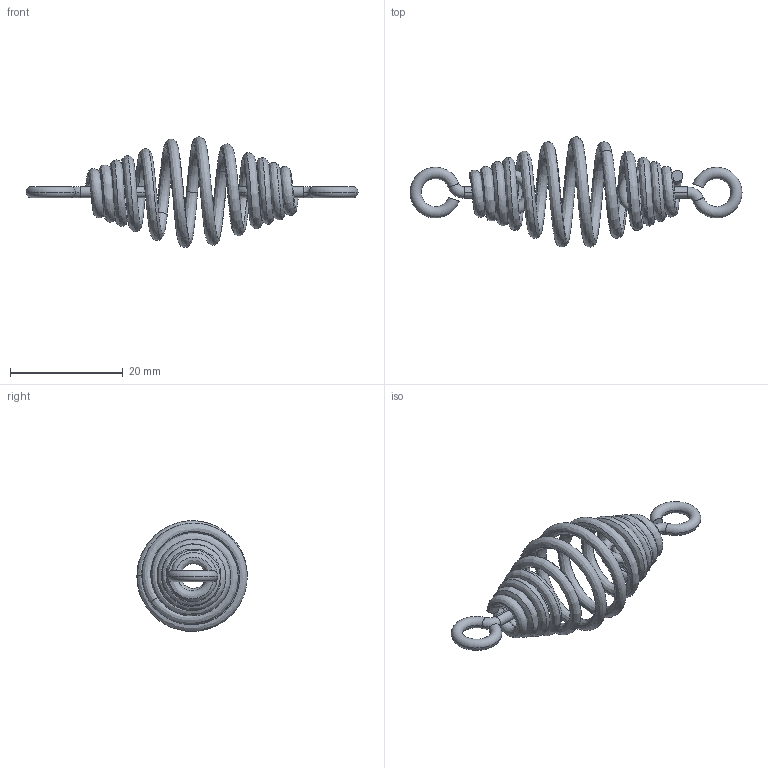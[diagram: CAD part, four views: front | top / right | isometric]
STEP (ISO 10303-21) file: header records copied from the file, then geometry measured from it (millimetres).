
FILE_DESCRIPTION (( 'STEP AP214' ), '1' );
FILE_NAME ('Part25.STEP', '2025-03-03T12:53:27', ( '' ), ( '' ), 'SwSTEP 2.0', 'SolidWorks 2024', '' );
FILE_SCHEMA (( 'AUTOMOTIVE_DESIGN' ));
Length unit declared in the file: millimetre
Products named in the file (1): Part25
Bounding box: 59 x 19.6 x 19.64 mm (x, y, z)
Volume: 1633.6 mm3; surface area: 3286.4 mm2
Topology: 3 solids, 3 shells, 34 faces, 70 edges, 42 vertices
Faces by surface type: torus 16, bspline 8, plane 6, cylinder 4
Entity records: 5569 total; most frequent: CARTESIAN_POINT 4803, DIRECTION 174, ORIENTED_EDGE 140, AXIS2_PLACEMENT_3D 85, EDGE_CURVE 70, CIRCLE 58, VERTEX_POINT 42, EDGE_LOOP 34
